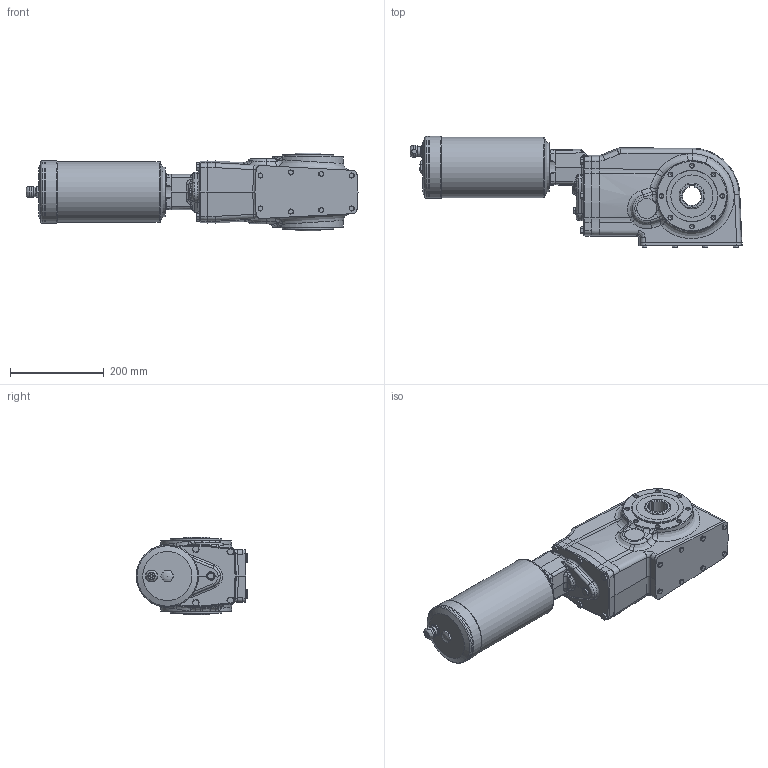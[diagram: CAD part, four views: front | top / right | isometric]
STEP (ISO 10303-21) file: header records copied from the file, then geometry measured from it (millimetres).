
FILE_DESCRIPTION( ( 'Unknown' ), '1' );
FILE_NAME( '98EA437FE576AAD744F19F0CD839DF3.3d.stp', 'Unknown', ( 'Unknown' ), ( 'Unknown' ), 'PSStep 10.1', 'Unknown', ' ' );
FILE_SCHEMA( ( 'AUTOMOTIVE_DESIGN { 1 0 10303 214 1 1 1 1 }' ) );
Length unit declared in the file: millimetre
Products named in the file (1): X74N
Bounding box: 708.9 x 238.1 x 166 mm (x, y, z)
Volume: 11812612.3 mm3; surface area: 453665.2 mm2
Topology: 1 solids, 15 shells, 920 faces, 2158 edges, 1330 vertices
Faces by surface type: plane 312, cylinder 227, cone 182, bspline 143, torus 49, extrusion 4, sphere 3
Full cylindrical faces by diameter (mm): 2.6 x1, 4.134 x2, 4.917 x8, 6 x8, 7 x13, 8 x4, 8.376 x32, 8.9 x8, 9 x4, 11.6 x6, 13 x4, 13.4 x1, 14 x5, 16.662 x1, 17 x1, 18 x2, 20 x1, 42.5 x2, 47 x1, 52 x1, 55 x2, 90 x2, 105 x1, 110 x2, 128.98 x1, 129 x2, 132.98 x2, 133 x3
Entity records: 50884 total; most frequent: CARTESIAN_POINT 25145, ORIENTED_EDGE 3630, DIRECTION 3562, EDGE_CURVE 1815, AXIS2_PLACEMENT_3D 1493, EDGE_LOOP 1239, VERTEX_POINT 1237, FACE_OUTER_BOUND 1084
